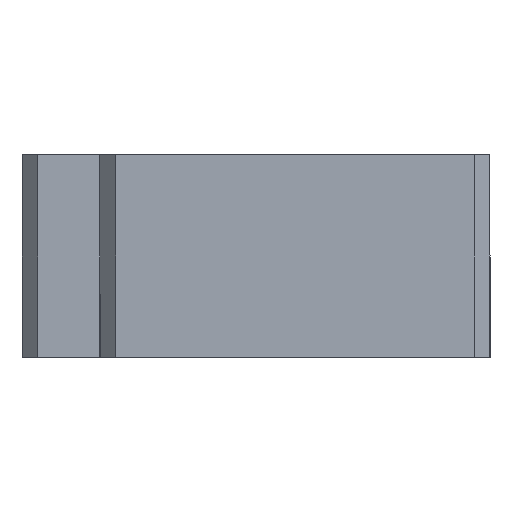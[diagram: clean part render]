
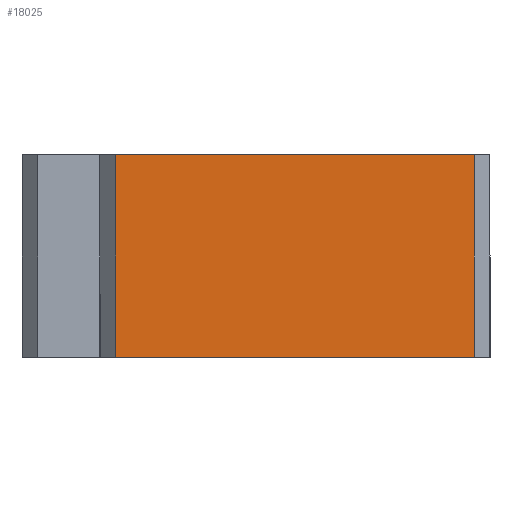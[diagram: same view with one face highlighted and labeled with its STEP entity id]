
A CAD part, left-side view. The second image highlights one B-rep face of the part: STEP entity #18025.
In plain terms, the highlighted planar face has unit normal (-1, 0, 0).
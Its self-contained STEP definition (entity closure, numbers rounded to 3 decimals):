
#456 = AXIS2_PLACEMENT_3D ( 'NONE', #7202, #18404, #11569 ) ;
#1151 = DIRECTION ( 'NONE',  ( 0., 1., 0. ) ) ;
#1699 = LINE ( 'NONE', #16290, #23684 ) ;
#2252 = PLANE ( 'NONE',  #456 ) ;
#2598 = DIRECTION ( 'NONE',  ( 0., 0., -1. ) ) ;
#3158 = EDGE_CURVE ( 'NONE', #16326, #25833, #1699, .T. ) ;
#6477 = VECTOR ( 'NONE', #1151, 1000. ) ;
#7202 = CARTESIAN_POINT ( 'NONE',  ( -80., -13.412, 13. ) ) ;
#7450 = VECTOR ( 'NONE', #28033, 1000. ) ;
#8318 = CARTESIAN_POINT ( 'NONE',  ( -80., -13.412, -13. ) ) ;
#8893 = VECTOR ( 'NONE', #2598, 1000. ) ;
#11528 = ORIENTED_EDGE ( 'NONE', *, *, #3158, .F. ) ;
#11569 = DIRECTION ( 'NONE',  ( 0., 0., -1. ) ) ;
#11671 = VERTEX_POINT ( 'NONE', #17129 ) ;
#12233 = ORIENTED_EDGE ( 'NONE', *, *, #15763, .F. ) ;
#12339 = EDGE_CURVE ( 'NONE', #11671, #20428, #12844, .T. ) ;
#12844 = LINE ( 'NONE', #16333, #8893 ) ;
#14191 = ORIENTED_EDGE ( 'NONE', *, *, #12339, .T. ) ;
#15763 = EDGE_CURVE ( 'NONE', #25833, #20428, #18040, .T. ) ;
#16290 = CARTESIAN_POINT ( 'NONE',  ( -80., -13.412, 13. ) ) ;
#16326 = VERTEX_POINT ( 'NONE', #16547 ) ;
#16333 = CARTESIAN_POINT ( 'NONE',  ( -80., 32.588, 13. ) ) ;
#16547 = CARTESIAN_POINT ( 'NONE',  ( -80., -13.412, 13. ) ) ;
#17129 = CARTESIAN_POINT ( 'NONE',  ( -80., 32.588, 13. ) ) ;
#17544 = EDGE_CURVE ( 'NONE', #16326, #11671, #27271, .T. ) ;
#18025 = ADVANCED_FACE ( 'NONE', ( #29060 ), #2252, .F. ) ;
#18040 = LINE ( 'NONE', #8318, #6477 ) ;
#18404 = DIRECTION ( 'NONE',  ( 1., 0., 0. ) ) ;
#18513 = DIRECTION ( 'NONE',  ( 0., 0., -1. ) ) ;
#20428 = VERTEX_POINT ( 'NONE', #23670 ) ;
#23670 = CARTESIAN_POINT ( 'NONE',  ( -80., 32.588, -13. ) ) ;
#23684 = VECTOR ( 'NONE', #18513, 1000. ) ;
#24986 = ORIENTED_EDGE ( 'NONE', *, *, #17544, .T. ) ;
#25287 = CARTESIAN_POINT ( 'NONE',  ( -80., -13.412, -13. ) ) ;
#25603 = CARTESIAN_POINT ( 'NONE',  ( -80., 44.588, 13. ) ) ;
#25707 = EDGE_LOOP ( 'NONE', ( #11528, #24986, #14191, #12233 ) ) ;
#25833 = VERTEX_POINT ( 'NONE', #25287 ) ;
#27271 = LINE ( 'NONE', #25603, #7450 ) ;
#28033 = DIRECTION ( 'NONE',  ( 0., 1., 0. ) ) ;
#29060 = FACE_OUTER_BOUND ( 'NONE', #25707, .T. ) ;
